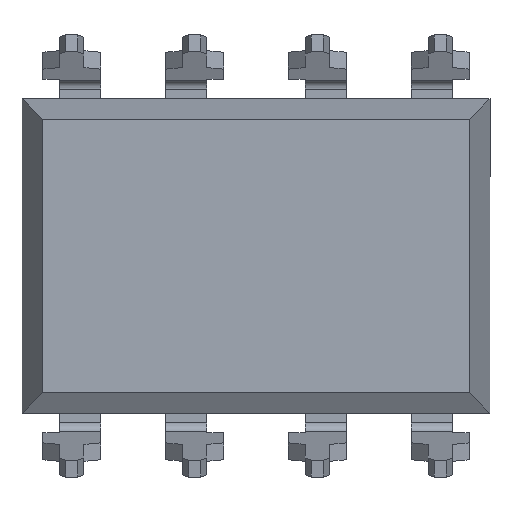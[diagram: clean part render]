
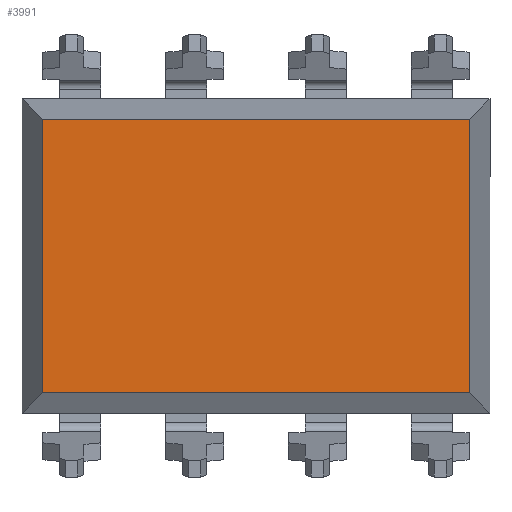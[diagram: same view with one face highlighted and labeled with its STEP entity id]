
A CAD part, front view. The second image highlights one B-rep face of the part: STEP entity #3991.
In plain terms, the highlighted planar face has unit normal (0, -1, 0).
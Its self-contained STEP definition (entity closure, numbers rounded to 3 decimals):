
#83 = CARTESIAN_POINT ( 'NONE',  ( 4.84, 1., 2.829 ) ) ;
#138 = CARTESIAN_POINT ( 'NONE',  ( 4.419, 1., -2.829 ) ) ;
#190 = LINE ( 'NONE', #83, #834 ) ;
#834 = VECTOR ( 'NONE', #3918, 1000. ) ;
#849 = ORIENTED_EDGE ( 'NONE', *, *, #3098, .T. ) ;
#874 = DIRECTION ( 'NONE',  ( 0., -1., 0. ) ) ;
#885 = VERTEX_POINT ( 'NONE', #3883 ) ;
#1003 = VERTEX_POINT ( 'NONE', #138 ) ;
#1129 = EDGE_LOOP ( 'NONE', ( #2454, #3695, #849, #1808 ) ) ;
#1396 = VECTOR ( 'NONE', #1706, 1000. ) ;
#1706 = DIRECTION ( 'NONE',  ( 0., 0., -1. ) ) ;
#1808 = ORIENTED_EDGE ( 'NONE', *, *, #3292, .T. ) ;
#2058 = FACE_OUTER_BOUND ( 'NONE', #1129, .T. ) ;
#2078 = LINE ( 'NONE', #3828, #2313 ) ;
#2115 = CARTESIAN_POINT ( 'NONE',  ( -4.419, 1., 3.25 ) ) ;
#2313 = VECTOR ( 'NONE', #3063, 1000. ) ;
#2336 = VERTEX_POINT ( 'NONE', #3699 ) ;
#2454 = ORIENTED_EDGE ( 'NONE', *, *, #2556, .T. ) ;
#2556 = EDGE_CURVE ( 'NONE', #885, #1003, #2078, .T. ) ;
#2723 = EDGE_CURVE ( 'NONE', #1003, #2336, #4826, .T. ) ;
#2734 = VERTEX_POINT ( 'NONE', #3704 ) ;
#3063 = DIRECTION ( 'NONE',  ( 1., 0., 0. ) ) ;
#3098 = EDGE_CURVE ( 'NONE', #2336, #2734, #190, .T. ) ;
#3292 = EDGE_CURVE ( 'NONE', #2734, #885, #4942, .T. ) ;
#3533 = DIRECTION ( 'NONE',  ( 0., 0., -1. ) ) ;
#3606 = PLANE ( 'NONE',  #4271 ) ;
#3695 = ORIENTED_EDGE ( 'NONE', *, *, #2723, .T. ) ;
#3699 = CARTESIAN_POINT ( 'NONE',  ( 4.419, 1., 2.829 ) ) ;
#3704 = CARTESIAN_POINT ( 'NONE',  ( -4.419, 1., 2.829 ) ) ;
#3828 = CARTESIAN_POINT ( 'NONE',  ( -4.84, 1., -2.829 ) ) ;
#3883 = CARTESIAN_POINT ( 'NONE',  ( -4.419, 1., -2.829 ) ) ;
#3918 = DIRECTION ( 'NONE',  ( -1., 0., 0. ) ) ;
#3950 = CARTESIAN_POINT ( 'NONE',  ( 0., 1., 0. ) ) ;
#3991 = ADVANCED_FACE ( 'NONE', ( #2058 ), #3606, .T. ) ;
#4043 = CARTESIAN_POINT ( 'NONE',  ( 4.419, 1., -3.25 ) ) ;
#4271 = AXIS2_PLACEMENT_3D ( 'NONE', #3950, #874, #3533 ) ;
#4401 = DIRECTION ( 'NONE',  ( 0., 0., 1. ) ) ;
#4714 = VECTOR ( 'NONE', #4401, 1000. ) ;
#4826 = LINE ( 'NONE', #4043, #4714 ) ;
#4942 = LINE ( 'NONE', #2115, #1396 ) ;
